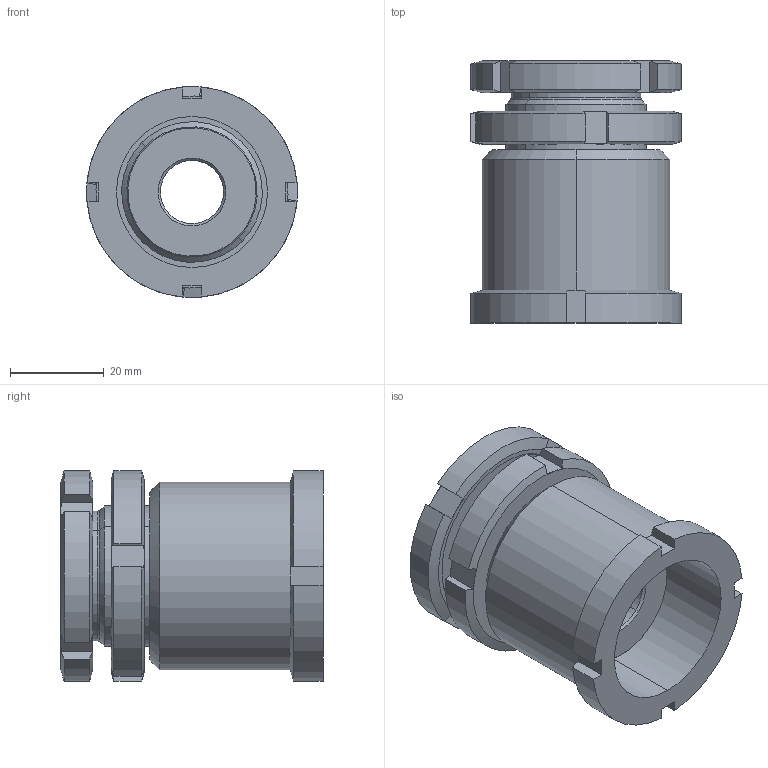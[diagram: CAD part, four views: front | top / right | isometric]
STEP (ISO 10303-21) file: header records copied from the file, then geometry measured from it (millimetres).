
FILE_DESCRIPTION (( 'STEP AP214' ), '1' );
FILE_NAME ('HVSK 30-13.5 0 A1.STEP', '2015-08-18T15:00:14', ( '' ), ( '' ), 'SwSTEP 2.0', 'SolidWorks 2015', '' );
FILE_SCHEMA (( 'AUTOMOTIVE_DESIGN' ));
Length unit declared in the file: millimetre
Products named in the file (4): KM 30-0 A1; HVS 30-13.5 1-0 A1; HVSK 30-13.5 0 A1; HVS 30 2-0 A1
Assembly tree (3 placements, depth 2):
  HVSK 30-13.5 0 A1
    HVS 30 2-0 A1
    HVS 30-13.5 1-0 A1
    KM 30-0 A1
Bounding box: 45 x 55.94 x 45 mm (x, y, z)
Volume: 53937 mm3; surface area: 22456.6 mm2
Topology: 3 solids, 3 shells, 125 faces, 292 edges, 176 vertices
Faces by surface type: plane 45, cone 42, cylinder 28, torus 10
Entity records: 3964 total; most frequent: CARTESIAN_POINT 959, DIRECTION 588, ORIENTED_EDGE 584, EDGE_CURVE 292, AXIS2_PLACEMENT_3D 245, VERTEX_POINT 176, EDGE_LOOP 134, ADVANCED_FACE 125
